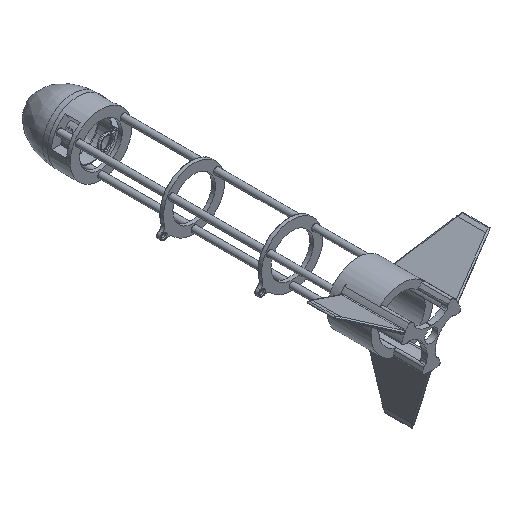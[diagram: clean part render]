
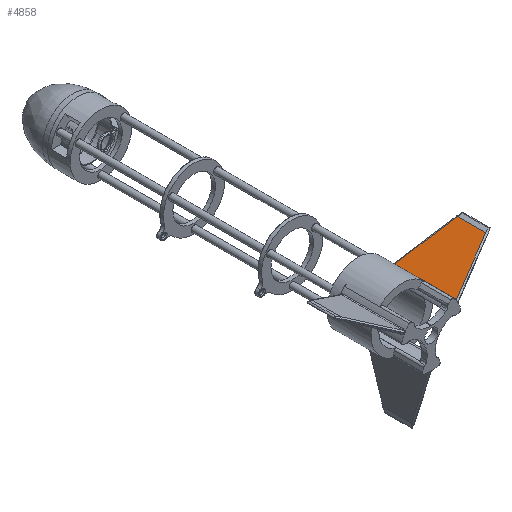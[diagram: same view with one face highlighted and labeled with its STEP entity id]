
A CAD part, isometric view. The second image highlights one B-rep face of the part: STEP entity #4858.
In plain terms, the highlighted face is planar.
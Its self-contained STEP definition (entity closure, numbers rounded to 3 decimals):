
#333=PLANE('',#5250);
#451=FACE_OUTER_BOUND('',#734,.T.);
#734=EDGE_LOOP('',(#3374,#3375,#3376,#3377));
#1088=LINE('',#8072,#1377);
#1089=LINE('',#8165,#1378);
#1091=LINE('',#8173,#1380);
#1092=LINE('',#8174,#1381);
#1377=VECTOR('',#6087,10.);
#1378=VECTOR('',#6090,10.);
#1380=VECTOR('',#6098,10.);
#1381=VECTOR('',#6099,10.);
#2060=VERTEX_POINT('',#8065);
#2063=VERTEX_POINT('',#8070);
#2067=VERTEX_POINT('',#8164);
#2070=VERTEX_POINT('',#8172);
#2572=EDGE_CURVE('',#2063,#2060,#1088,.T.);
#2577=EDGE_CURVE('',#2060,#2067,#1089,.T.);
#2581=EDGE_CURVE('',#2070,#2063,#1091,.T.);
#2582=EDGE_CURVE('',#2070,#2067,#1092,.T.);
#3374=ORIENTED_EDGE('',*,*,#2572,.F.);
#3375=ORIENTED_EDGE('',*,*,#2581,.F.);
#3376=ORIENTED_EDGE('',*,*,#2582,.T.);
#3377=ORIENTED_EDGE('',*,*,#2577,.F.);
#4858=ADVANCED_FACE('',(#451),#333,.T.);
#5250=AXIS2_PLACEMENT_3D('',#8171,#6096,#6097);
#6087=DIRECTION('',(0.,-1.,0.));
#6090=DIRECTION('',(0.,0.301,-0.954));
#6096=DIRECTION('center_axis',(-1.,0.,0.));
#6097=DIRECTION('ref_axis',(0.,0.,-1.));
#6098=DIRECTION('',(0.,0.301,0.954));
#6099=DIRECTION('',(0.,-1.,0.));
#8065=CARTESIAN_POINT('',(-1.5,-63.893,-33.407));
#8070=CARTESIAN_POINT('',(-1.5,1.393,-33.407));
#8072=CARTESIAN_POINT('',(-1.5,3.,-33.407));
#8164=CARTESIAN_POINT('',(-1.5,-46.179,-89.587));
#8165=CARTESIAN_POINT('',(-1.5,-50.17,-76.929));
#8171=CARTESIAN_POINT('Origin',(-1.5,3.,-32.465));
#8172=CARTESIAN_POINT('',(-1.5,-16.321,-89.587));
#8173=CARTESIAN_POINT('',(-1.5,1.808,-32.09));
#8174=CARTESIAN_POINT('',(-1.5,3.,-89.587));
